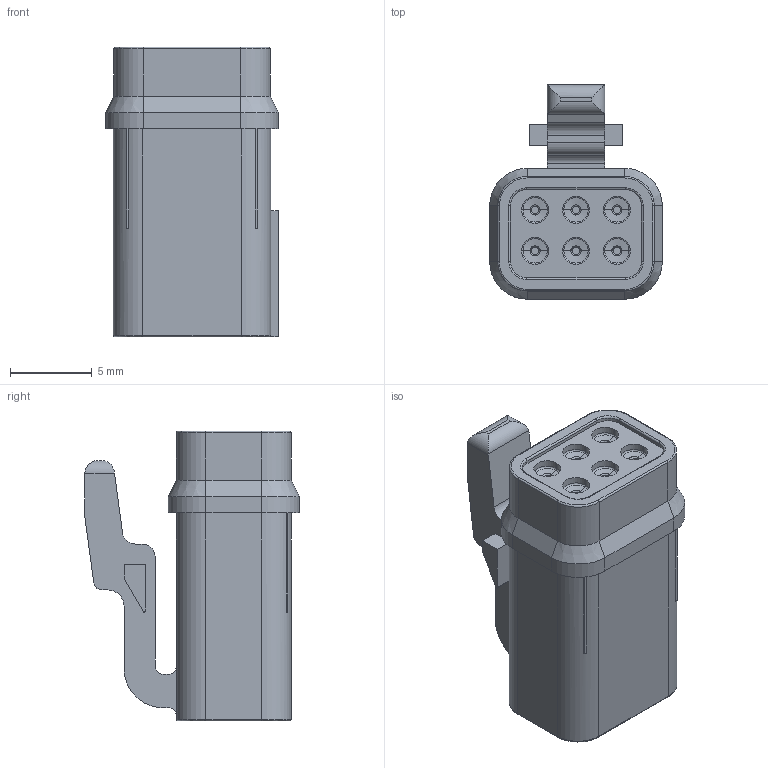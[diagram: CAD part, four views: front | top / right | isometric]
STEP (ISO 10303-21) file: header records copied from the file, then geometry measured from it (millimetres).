
FILE_DESCRIPTION (( 'STEP AP214' ), '1' );
FILE_NAME ('ASC605-06PX.STEP', '2016-03-15T11:31:51', ( 'TE Connectivity' ), ( 'TE Connectivity' ), 'SwSTEP 2.0', 'SolidWorks 2014', '' );
FILE_SCHEMA (( 'AUTOMOTIVE_DESIGN' ));
Length unit declared in the file: millimetre
Products named in the file (1): ASC605-06PX
Bounding box: 10.55 x 13.1 x 17.7 mm (x, y, z)
Volume: 1000.4 mm3; surface area: 1295.4 mm2
Topology: 1 solids, 2 shells, 379 faces, 900 edges, 549 vertices
Faces by surface type: cylinder 133, plane 118, bspline 76, cone 52
Entity records: 16156 total; most frequent: CARTESIAN_POINT 3301, DIRECTION 1872, ORIENTED_EDGE 1800, EDGE_CURVE 900, AXIS2_PLACEMENT_3D 732, VERTEX_POINT 549, CIRCLE 428, EDGE_LOOP 415
